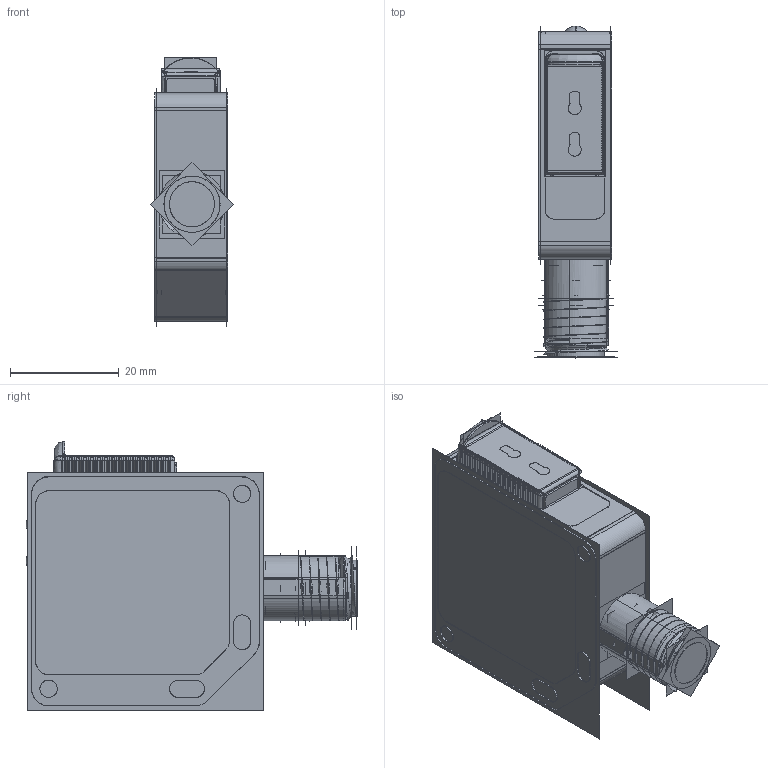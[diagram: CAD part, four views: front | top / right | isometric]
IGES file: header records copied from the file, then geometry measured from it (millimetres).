
Start section:  PTC IGES file: 188706.igs
Global section: file name: 188706.igs; native system: Creo Parametric by Parametric Technology Corporation; preprocessor: 2013230; author: pdmadmin; organization: Unknown; date: 20151106.065206; units: millimetre
Bounding box: 15.22 x 61.1 x 49.48 mm (x, y, z)
Volume: 11902.4 mm3; surface area: 101349.2 mm2
Topology: 8 solids, 9 shells, 1638 faces, 8402 edges, 10537 vertices
Faces by surface type: bspline 926, revolution 712
